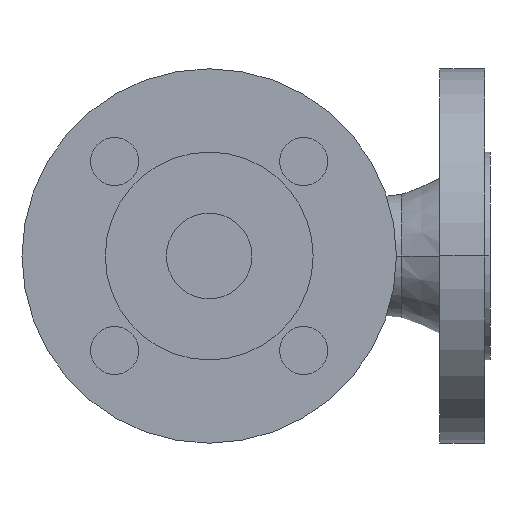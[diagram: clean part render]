
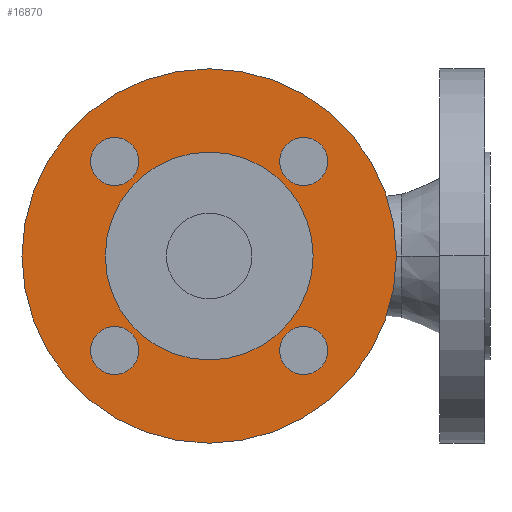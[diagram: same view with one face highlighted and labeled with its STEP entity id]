
A CAD part, front view. The second image highlights one B-rep face of the part: STEP entity #16870.
In plain terms, the highlighted planar face has unit normal (0, -1, 0).
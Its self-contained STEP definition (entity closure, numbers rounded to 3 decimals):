
#3630=CARTESIAN_POINT('',(-38.85,2.,0.));
#3640=VERTEX_POINT('',#3630);
#3800=CARTESIAN_POINT('',(38.85,2.,0.));
#3810=VERTEX_POINT('',#3800);
#3840=CARTESIAN_POINT('',(0.,2.,0.));
#3850=DIRECTION('',(0.,-1.,-0.));
#3860=DIRECTION('',(-1.,0.,0.));
#3870=AXIS2_PLACEMENT_3D('',#3840,#3850,#3860);
#3880=CIRCLE('',#3870,38.85);
#3890=EDGE_CURVE('',#3640,#3810,#3880,.T.);
#4030=CARTESIAN_POINT('',(-70.,2.,0.));
#4040=VERTEX_POINT('',#4030);
#4090=CARTESIAN_POINT('',(0.,2.,0.));
#4100=DIRECTION('',(0.,-1.,-0.));
#4110=DIRECTION('',(-1.,0.,0.));
#4120=AXIS2_PLACEMENT_3D('',#4090,#4100,#4110);
#4130=CIRCLE('',#4120,70.);
#4140=CARTESIAN_POINT('',(70.,2.,0.));
#4150=VERTEX_POINT('',#4140);
#4160=EDGE_CURVE('',#4040,#4150,#4130,.T.);
#11910=CARTESIAN_POINT('',(44.355,2.,-35.355));
#11920=VERTEX_POINT('',#11910);
#11950=CARTESIAN_POINT('',(35.355,2.,-35.355));
#11960=DIRECTION('',(-0.,1.,0.));
#11970=DIRECTION('',(1.,0.,0.));
#11980=AXIS2_PLACEMENT_3D('',#11950,#11960,#11970);
#11990=CIRCLE('',#11980,9.);
#12000=CARTESIAN_POINT('',(26.355,2.,-35.355));
#12010=VERTEX_POINT('',#12000);
#12020=EDGE_CURVE('',#11920,#12010,#11990,.T.);
#12330=CARTESIAN_POINT('',(44.355,2.,35.355));
#12340=VERTEX_POINT('',#12330);
#12500=CARTESIAN_POINT('',(26.355,2.,35.355));
#12510=VERTEX_POINT('',#12500);
#12540=CARTESIAN_POINT('',(35.355,2.,35.355));
#12550=DIRECTION('',(-0.,1.,0.));
#12560=DIRECTION('',(1.,0.,0.));
#12570=AXIS2_PLACEMENT_3D('',#12540,#12550,#12560);
#12580=CIRCLE('',#12570,9.);
#12590=EDGE_CURVE('',#12510,#12340,#12580,.T.);
#12750=CARTESIAN_POINT('',(-44.355,2.,35.355));
#12760=VERTEX_POINT('',#12750);
#12920=CARTESIAN_POINT('',(-26.355,2.,35.355));
#12930=VERTEX_POINT('',#12920);
#12960=CARTESIAN_POINT('',(-35.355,2.,35.355));
#12970=DIRECTION('',(-0.,1.,0.));
#12980=DIRECTION('',(1.,0.,0.));
#12990=AXIS2_PLACEMENT_3D('',#12960,#12970,#12980);
#13000=CIRCLE('',#12990,9.);
#13010=EDGE_CURVE('',#12930,#12760,#13000,.T.);
#13170=CARTESIAN_POINT('',(-26.355,2.,-35.355));
#13180=VERTEX_POINT('',#13170);
#13210=CARTESIAN_POINT('',(-35.355,2.,-35.355));
#13220=DIRECTION('',(-0.,1.,0.));
#13230=DIRECTION('',(1.,0.,0.));
#13240=AXIS2_PLACEMENT_3D('',#13210,#13220,#13230);
#13250=CIRCLE('',#13240,9.);
#13260=CARTESIAN_POINT('',(-44.355,2.,-35.355));
#13270=VERTEX_POINT('',#13260);
#13280=EDGE_CURVE('',#13180,#13270,#13250,.T.);
#16520=CARTESIAN_POINT('',(-54.425,2.,0.));
#16530=DIRECTION('',(0.,-1.,-0.));
#16540=DIRECTION('',(-1.,0.,0.));
#16550=AXIS2_PLACEMENT_3D('',#16520,#16530,#16540);
#16560=PLANE('',#16550);
#16570=EDGE_CURVE('',#13270,#13180,#13250,.T.);
#16580=ORIENTED_EDGE('',*,*,#16570,.T.);
#16590=ORIENTED_EDGE('',*,*,#13280,.T.);
#16600=EDGE_LOOP('',(#16590,#16580));
#16610=FACE_BOUND('',#16600,.T.);
#16620=EDGE_CURVE('',#12760,#12930,#13000,.T.);
#16630=ORIENTED_EDGE('',*,*,#16620,.T.);
#16640=ORIENTED_EDGE('',*,*,#13010,.T.);
#16650=EDGE_LOOP('',(#16640,#16630));
#16660=FACE_BOUND('',#16650,.T.);
#16670=EDGE_CURVE('',#12340,#12510,#12580,.T.);
#16680=ORIENTED_EDGE('',*,*,#16670,.T.);
#16690=ORIENTED_EDGE('',*,*,#12590,.T.);
#16700=EDGE_LOOP('',(#16690,#16680));
#16710=FACE_BOUND('',#16700,.T.);
#16720=ORIENTED_EDGE('',*,*,#12020,.T.);
#16730=EDGE_CURVE('',#12010,#11920,#11990,.T.);
#16740=ORIENTED_EDGE('',*,*,#16730,.T.);
#16750=EDGE_LOOP('',(#16740,#16720));
#16760=FACE_BOUND('',#16750,.T.);
#16770=EDGE_CURVE('',#3810,#3640,#3880,.T.);
#16780=ORIENTED_EDGE('',*,*,#16770,.F.);
#16790=ORIENTED_EDGE('',*,*,#3890,.F.);
#16800=EDGE_LOOP('',(#16790,#16780));
#16810=FACE_BOUND('',#16800,.T.);
#16820=ORIENTED_EDGE('',*,*,#4160,.T.);
#16830=EDGE_CURVE('',#4150,#4040,#4130,.T.);
#16840=ORIENTED_EDGE('',*,*,#16830,.T.);
#16850=EDGE_LOOP('',(#16840,#16820));
#16860=FACE_OUTER_BOUND('',#16850,.T.);
#16870=ADVANCED_FACE('',(#16610,#16660,#16710,#16760,#16810,#16860),
#16560,.T.);
